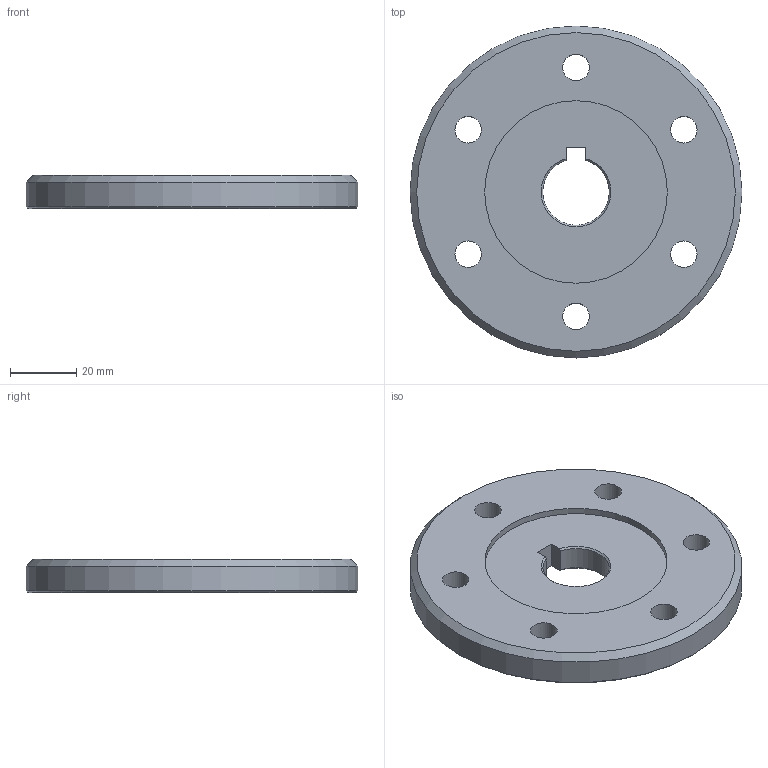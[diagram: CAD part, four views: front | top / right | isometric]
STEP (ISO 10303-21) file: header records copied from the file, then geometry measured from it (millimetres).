
FILE_DESCRIPTION(/* description */ (''),/* implementation_level */ '2;1');
FILE_NAME(/* name */ 'Hub flange.stp',/* time_stamp */ '2018-04-03T10:02:12+08:00',/* author */ ('P136265'),/* organization */ (''),/* preprocessor_version */ 'ST-DEVELOPER v16.13',/* originating_system */ 'Autodesk Inventor 2018',/* authorisation */ '');
FILE_SCHEMA (('AUTOMOTIVE_DESIGN { 1 0 10303 214 3 1 1 }'));
Length unit declared in the file: millimetre
Products named in the file (1): Hub flange
Bounding box: 100 x 100 x 10 mm (x, y, z)
Volume: 67410.1 mm3; surface area: 19494.3 mm2
Topology: 1 solids, 1 shells, 19 faces, 46 edges, 30 vertices
Faces by surface type: cylinder 9, plane 6, cone 4
Full cylindrical faces by diameter (mm): 8 x6, 55 x1, 100 x1
Entity records: 587 total; most frequent: DIRECTION 102, CARTESIAN_POINT 86, ORIENTED_EDGE 72, AXIS2_PLACEMENT_3D 46, EDGE_LOOP 44, EDGE_CURVE 36, VERTEX_POINT 30, CIRCLE 26
